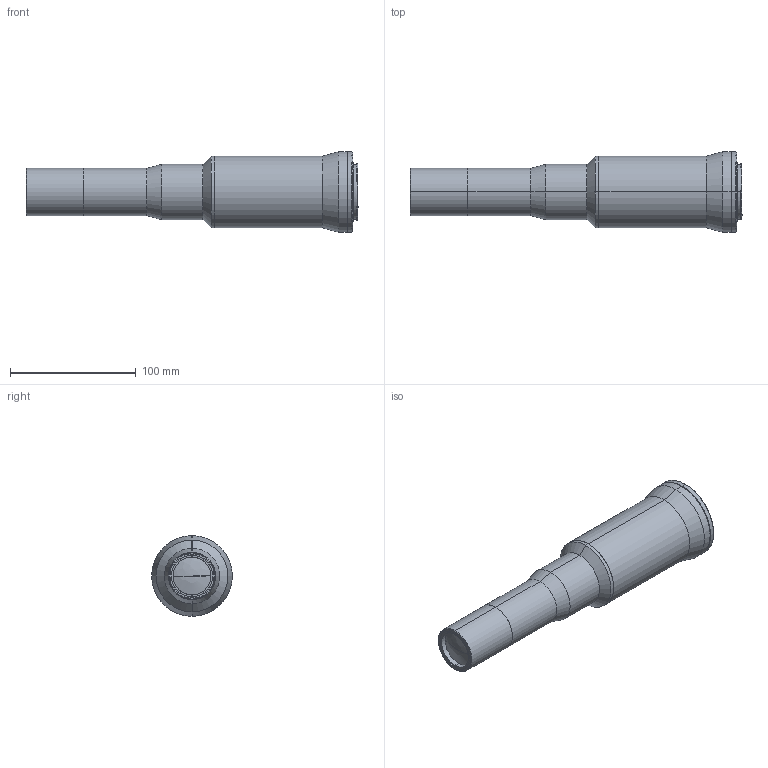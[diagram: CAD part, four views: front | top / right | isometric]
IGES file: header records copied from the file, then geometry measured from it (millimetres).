
Start section: SolidWorks IGES file using analytic representation for surfaces
Global section: file name: DP20091_TC16M018-F.igs; native system: SolidWorks 2018; preprocessor: SolidWorks 2018; author: ccharly; date: 191125.093418; units: millimetre
Bounding box: 263.88 x 64 x 64 mm (x, y, z)
Surface area: 67793.8 mm2 (no closed solid volume)
Topology: 0 solids, 0 shells, 80 faces, 1740 edges, 1739 vertices
Faces by surface type: revolution 57, bspline 23
